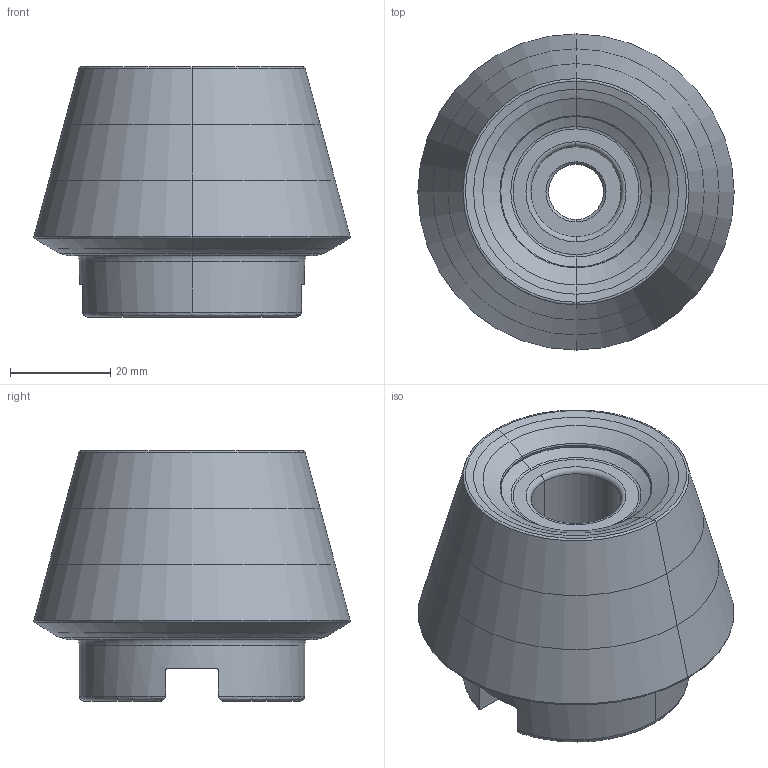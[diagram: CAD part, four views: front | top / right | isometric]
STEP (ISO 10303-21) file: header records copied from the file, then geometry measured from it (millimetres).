
FILE_DESCRIPTION((''),'2;1');
FILE_NAME('22L3R045050F1R00__ASM','2015-10-21T',('anklam_pc'),(''),'PRO/ENGINEER BY PARAMETRIC TECHNOLOGY CORPORATION, 2011490','PRO/ENGINEER BY PARAMETRIC TECHNOLOGY CORPORATION, 2011490','');
FILE_SCHEMA(('CONFIG_CONTROL_DESIGN'));
Length unit declared in the file: millimetre
Products named in the file (3): 22L3R045050F1R00_HSG; SCHNEIDE; 22L3R045050F1R00__ASM
Assembly tree (2 placements, depth 2):
  22L3R045050F1R00__ASM
    22L3R045050F1R00_HSG
    SCHNEIDE
Bounding box: 63.16 x 63.16 x 50 mm (x, y, z)
Volume: 80545.6 mm3; surface area: 22956.6 mm2
Topology: 1 solids, 2 shells, 104 faces, 232 edges, 132 vertices
Faces by surface type: revolution 30, torus 22, cone 18, cylinder 18, plane 16
Entity records: 4820 total; most frequent: CARTESIAN_POINT 2243, DIRECTION 490, ORIENTED_EDGE 460, EDGE_CURVE 232, AXIS2_PLACEMENT_3D 203, VERTEX_POINT 132, CIRCLE 124, EDGE_LOOP 108
